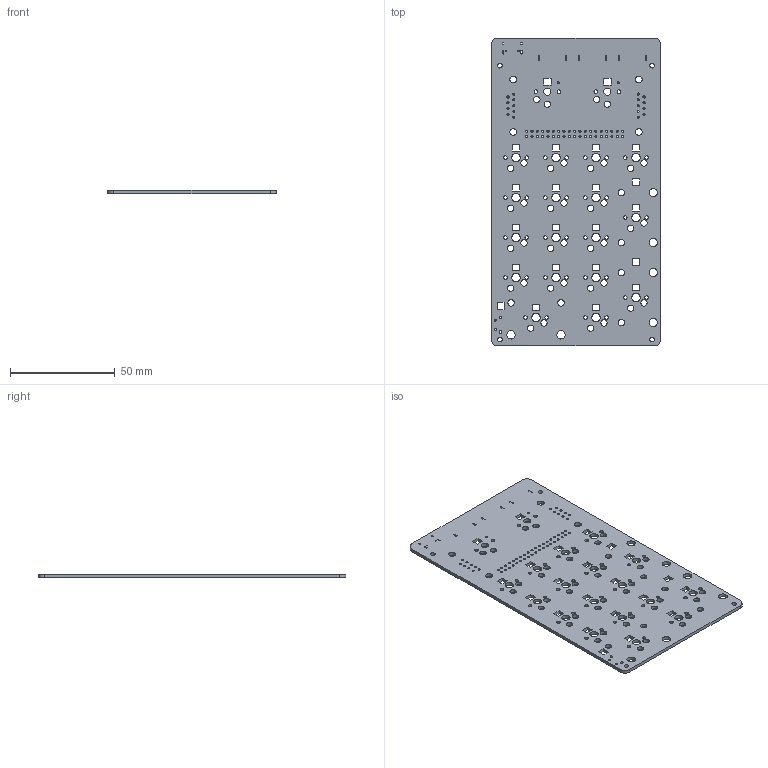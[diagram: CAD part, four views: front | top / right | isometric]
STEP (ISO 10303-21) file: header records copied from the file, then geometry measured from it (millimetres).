
FILE_DESCRIPTION(('KiCad electronic assembly'),'2;1');
FILE_NAME('DecentNumPad.step','2024-08-22T18:19:47',('Pcbnew'),('Kicad') ,'Open CASCADE STEP processor 7.8','KiCad to STEP converter','Unknown' );
FILE_SCHEMA(('AUTOMOTIVE_DESIGN { 1 0 10303 214 1 1 1 1 }'));
Length unit declared in the file: millimetre
Products named in the file (2): DecentNumPad 1; DecentNumPad_PCB
Assembly tree (1 placements, depth 2):
  DecentNumPad 1
    DecentNumPad_PCB
Bounding box: 80.58 x 146.7 x 1.6 mm (x, y, z)
Volume: 17194.1 mm3; surface area: 24679.5 mm2
Topology: 1 solids, 1 shells, 317 faces, 945 edges, 630 vertices
Faces by surface type: cylinder 203, plane 114
Full cylindrical faces by diameter (mm): 0.65 x2, 0.99 x2, 0.991 x2, 1 x56, 1.3 x2, 1.702 x38, 2.2 x4, 3 x38, 3.05 x6, 3.2 x4, 3.429 x2, 3.988 x17, 4 x6
Entity records: 11706 total; most frequent: DIRECTION 1989, CARTESIAN_POINT 1894, ORIENTED_EDGE 1890, EDGE_CURVE 945, FACE_BOUND 739, EDGE_LOOP 739, AXIS2_PLACEMENT_3D 725, VERTEX_POINT 630
